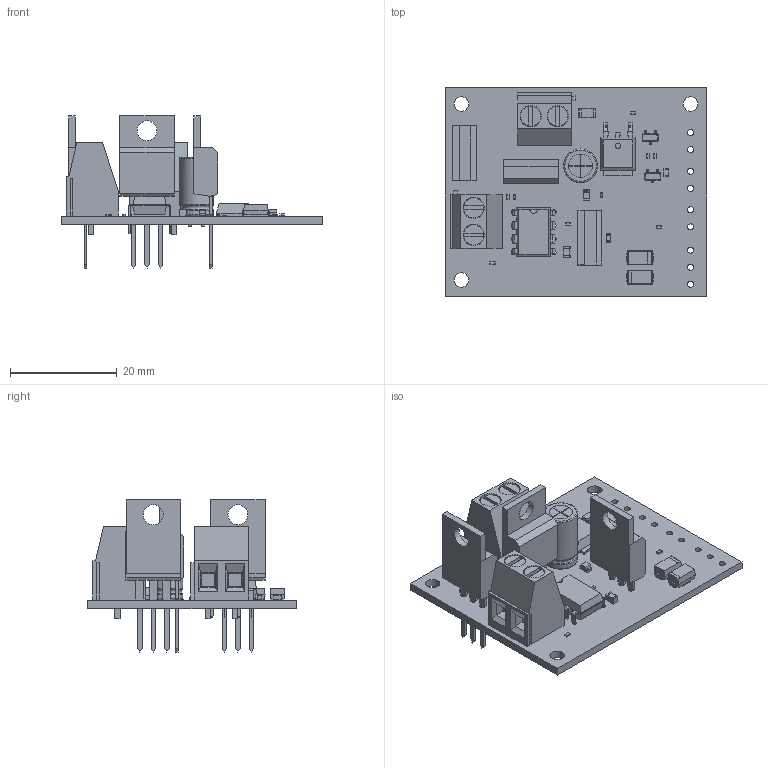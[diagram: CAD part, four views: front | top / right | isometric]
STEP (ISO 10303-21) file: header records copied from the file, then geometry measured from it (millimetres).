
FILE_DESCRIPTION(('KiCad electronic assembly'),'2;1');
FILE_NAME('v8engine.step','2025-12-25T16:01:01',('Pcbnew'),('Kicad'), 'Open CASCADE STEP processor 7.9','KiCad to STEP converter','Unknown' );
FILE_SCHEMA(('AUTOMOTIVE_DESIGN { 1 0 10303 214 1 1 1 1 }'));
Length unit declared in the file: millimetre
Products named in the file (15): v8engine 1; TO-220-3_Vertical; TO-252-2; v8engine 1.2.1; R_0402_1005Metric; SOT-23; C_Radial_D6.3mm_H11.0mm_P2.50mm; D_SMA; DIP-8_W7.62mm; R_0603_1608Metric; Fuse_1206_3216Metric; TerminalBlock_Phoenix_MKDS-1,5-2-5.08_1x02_P5.08mm_Horizontal; LED_0805_2012Metric; C_0805_2012Metric; v8engine_PCB
Assembly tree (28 placements, depth 3):
  v8engine 1
    TO-220-3_Vertical  x3
    TO-252-2
      v8engine 1.2.1
    R_0402_1005Metric  x9
    SOT-23  x2
    C_Radial_D6.3mm_H11.0mm_P2.50mm
    D_SMA  x2
    DIP-8_W7.62mm
    R_0603_1608Metric  x2
    Fuse_1206_3216Metric
    TerminalBlock_Phoenix_MKDS-1,5-2-5.08_1x02_P5.08mm_Horizontal  x2
    LED_0805_2012Metric
    C_0805_2012Metric
    v8engine_PCB
Bounding box: 49 x 39.1 x 28.52 mm (x, y, z)
Volume: 7011.8 mm3; surface area: 9762 mm2
Topology: 31 solids, 32 shells, 1236 faces, 3238 edges, 2086 vertices
Faces by surface type: plane 912, cylinder 231, bspline 90, revolution 2, torus 1
Full cylindrical faces by diameter (mm): 0.6 x2, 0.8 x10, 1 x1, 1.1 x9, 1.15 x9, 1.3 x4, 2.7 x3, 3.735 x3, 3.8 x4, 4 x4, 4.41 x3, 6.3 x2
Entity records: 26488 total; most frequent: CARTESIAN_POINT 4455, ORIENTED_EDGE 3692, DIRECTION 3459, EDGE_CURVE 1846, LINE 1437, VECTOR 1437, VERTEX_POINT 1189, AXIS2_PLACEMENT_3D 1010
